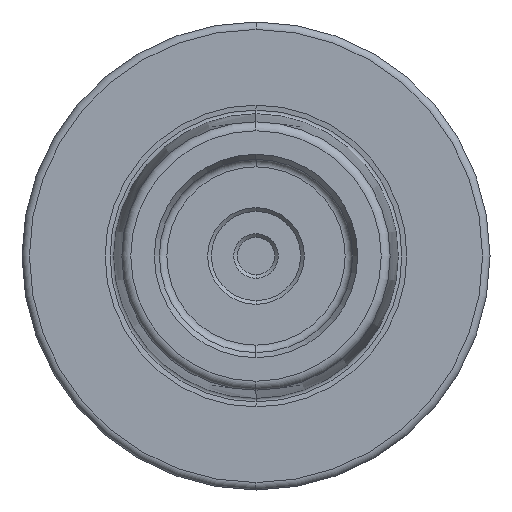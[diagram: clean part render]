
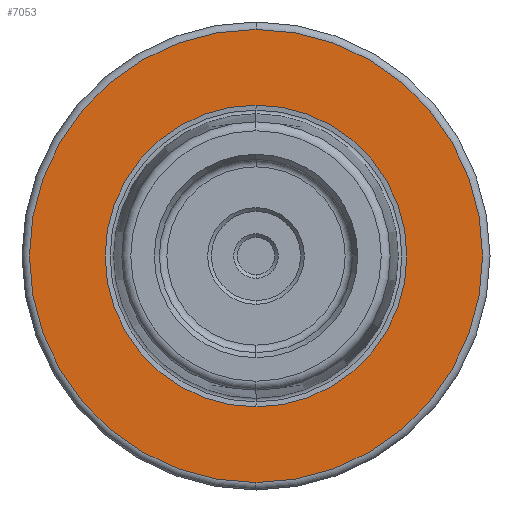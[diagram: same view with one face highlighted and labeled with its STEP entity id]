
A CAD part, left-side view. The second image highlights one B-rep face of the part: STEP entity #7053.
In plain terms, the highlighted planar face has unit normal (-1, 0, 0).
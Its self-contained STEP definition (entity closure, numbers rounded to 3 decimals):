
#5462 = EDGE_CURVE ( 'NONE', #17250, #17140, #18772, .T. ) ;
#5515 = EDGE_CURVE ( 'NONE', #17145, #17135, #22443, .T. ) ;
#5943 = EDGE_CURVE ( 'NONE', #17135, #17145, #22144, .T. ) ;
#5971 = EDGE_CURVE ( 'NONE', #17140, #17250, #22234, .T. ) ;
#6217 = FACE_OUTER_BOUND ( 'NONE', #17439, .T. ) ;
#6254 = FACE_BOUND ( 'NONE', #17411, .T. ) ;
#7053 = ADVANCED_FACE ( 'NONE', ( #6217, #6254 ), #10391, .T. ) ;
#10391 = PLANE ( 'NONE',  #19382 ) ;
#10406 = DIRECTION ( 'NONE',  ( -1., 0., 0. ) ) ;
#10408 = DIRECTION ( 'NONE',  ( 0., 0., 1. ) ) ;
#10411 = CARTESIAN_POINT ( 'NONE',  ( 0., 20.308, 0. ) ) ;
#15054 = CARTESIAN_POINT ( 'NONE',  ( 0., 0., -20.308 ) ) ;
#15066 = CARTESIAN_POINT ( 'NONE',  ( 0., 0., -30.5 ) ) ;
#15083 = CARTESIAN_POINT ( 'NONE',  ( 0., 0., 20.308 ) ) ;
#15193 = CARTESIAN_POINT ( 'NONE',  ( 0., 0., 30.5 ) ) ;
#17135 = VERTEX_POINT ( 'NONE', #15054 ) ;
#17140 = VERTEX_POINT ( 'NONE', #15066 ) ;
#17145 = VERTEX_POINT ( 'NONE', #15083 ) ;
#17250 = VERTEX_POINT ( 'NONE', #15193 ) ;
#17411 = EDGE_LOOP ( 'NONE', ( #23954, #23945 ) ) ;
#17439 = EDGE_LOOP ( 'NONE', ( #23944, #23949 ) ) ;
#18772 = CIRCLE ( 'NONE', #19672, 30.5 ) ;
#19382 = AXIS2_PLACEMENT_3D ( 'NONE', #10411, #10406, #10408 ) ;
#19666 = AXIS2_PLACEMENT_3D ( 'NONE', #21249, #21276, #21250 ) ;
#19672 = AXIS2_PLACEMENT_3D ( 'NONE', #21153, #21130, #21128 ) ;
#19693 = AXIS2_PLACEMENT_3D ( 'NONE', #22927, #22919, #22941 ) ;
#19729 = AXIS2_PLACEMENT_3D ( 'NONE', #23019, #22998, #23003 ) ;
#21128 = DIRECTION ( 'NONE',  ( 0., 0., 1. ) ) ;
#21130 = DIRECTION ( 'NONE',  ( -1., 0., 0. ) ) ;
#21153 = CARTESIAN_POINT ( 'NONE',  ( 0., 0., 0. ) ) ;
#21249 = CARTESIAN_POINT ( 'NONE',  ( 0., 0., 0. ) ) ;
#21250 = DIRECTION ( 'NONE',  ( 0., 0., -1. ) ) ;
#21276 = DIRECTION ( 'NONE',  ( 1., 0., 0. ) ) ;
#22144 = CIRCLE ( 'NONE', #19693, 20.308 ) ;
#22234 = CIRCLE ( 'NONE', #19729, 30.5 ) ;
#22443 = CIRCLE ( 'NONE', #19666, 20.308 ) ;
#22919 = DIRECTION ( 'NONE',  ( 1., 0., 0. ) ) ;
#22927 = CARTESIAN_POINT ( 'NONE',  ( 0., 0., 0. ) ) ;
#22941 = DIRECTION ( 'NONE',  ( 0., 0., -1. ) ) ;
#22998 = DIRECTION ( 'NONE',  ( -1., 0., 0. ) ) ;
#23003 = DIRECTION ( 'NONE',  ( 0., 0., 1. ) ) ;
#23019 = CARTESIAN_POINT ( 'NONE',  ( 0., 0., 0. ) ) ;
#23944 = ORIENTED_EDGE ( 'NONE', *, *, #5462, .T. ) ;
#23945 = ORIENTED_EDGE ( 'NONE', *, *, #5943, .T. ) ;
#23949 = ORIENTED_EDGE ( 'NONE', *, *, #5971, .T. ) ;
#23954 = ORIENTED_EDGE ( 'NONE', *, *, #5515, .T. ) ;
